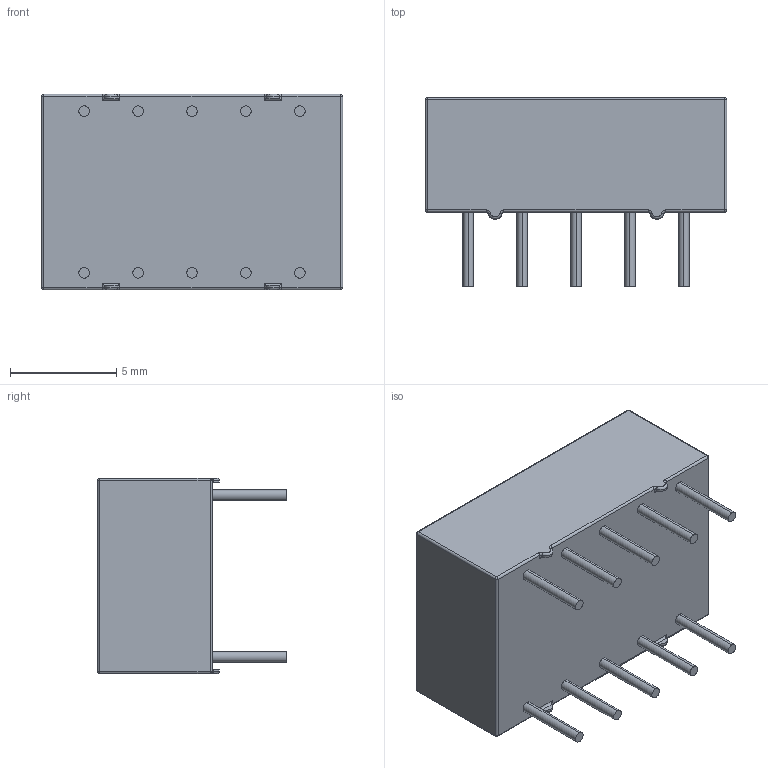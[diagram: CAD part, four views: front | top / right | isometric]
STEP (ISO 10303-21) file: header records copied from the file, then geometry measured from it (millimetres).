
FILE_DESCRIPTION (( 'STEP AP214' ), '1' );
FILE_NAME ('EA2-12NU.STEP', '2020-11-03T12:49:04', ( '' ), ( '' ), 'SwSTEP 2.0', 'SolidWorks 2019', '' );
FILE_SCHEMA (( 'AUTOMOTIVE_DESIGN' ));
Length unit declared in the file: millimetre
Products named in the file (1): EA2-12NU
Bounding box: 14.2 x 8.9 x 9.2 mm (x, y, z)
Volume: 712.1 mm3; surface area: 566.4 mm2
Topology: 1 solids, 1 shells, 284 faces, 721 edges, 462 vertices
Faces by surface type: plane 174, cylinder 52, bspline 38, torus 12, sphere 8
Entity records: 13373 total; most frequent: CARTESIAN_POINT 3946, ORIENTED_EDGE 1426, DIRECTION 1223, EDGE_CURVE 713, LINE 513, VECTOR 513, VERTEX_POINT 462, AXIS2_PLACEMENT_3D 355
